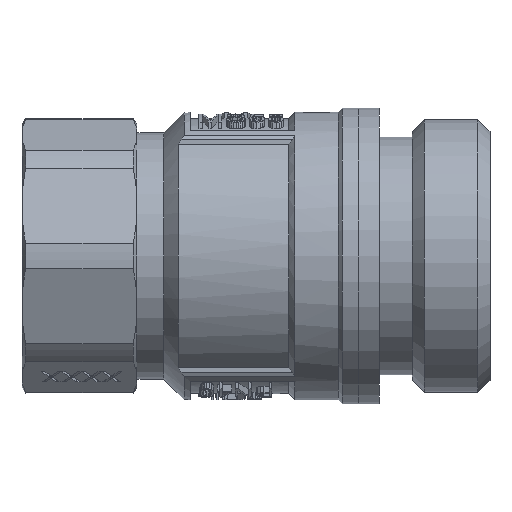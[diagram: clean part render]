
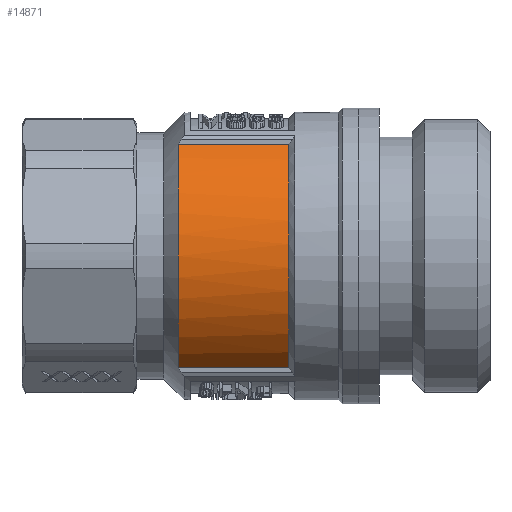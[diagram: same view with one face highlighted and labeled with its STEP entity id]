
A CAD part, front view. The second image highlights one B-rep face of the part: STEP entity #14871.
In plain terms, the highlighted cylindrical face has radius 16.75 mm (diameter 33.5 mm), a partial arc.
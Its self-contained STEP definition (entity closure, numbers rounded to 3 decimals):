
#123=CYLINDRICAL_SURFACE('',#21697,16.75);
#1283=LINE('',#31902,#2346);
#1512=LINE('',#32831,#2575);
#2346=VECTOR('',#24021,1000.);
#2575=VECTOR('',#25160,1000.);
#3936=CIRCLE('',#20923,16.75);
#4000=CIRCLE('',#21058,16.75);
#6311=ORIENTED_EDGE('',*,*,#9834,.F.);
#6312=ORIENTED_EDGE('',*,*,#9172,.T.);
#6313=ORIENTED_EDGE('',*,*,#9373,.T.);
#6314=ORIENTED_EDGE('',*,*,#8927,.F.);
#8927=EDGE_CURVE('',#11132,#11133,#3936,.T.);
#9172=EDGE_CURVE('',#11333,#11331,#4000,.T.);
#9373=EDGE_CURVE('',#11331,#11133,#1283,.T.);
#9834=EDGE_CURVE('',#11333,#11132,#1512,.T.);
#11132=VERTEX_POINT('',#29608);
#11133=VERTEX_POINT('',#29610);
#11331=VERTEX_POINT('',#31498);
#11333=VERTEX_POINT('',#31501);
#13032=EDGE_LOOP('',(#6311,#6312,#6313,#6314));
#13961=FACE_BOUND('',#13032,.T.);
#14871=ADVANCED_FACE('',(#13961),#123,.T.);
#20923=AXIS2_PLACEMENT_3D('',#29609,#23219,#23220);
#21058=AXIS2_PLACEMENT_3D('',#31500,#23628,#23629);
#21697=AXIS2_PLACEMENT_3D('',#32830,#25158,#25159);
#23219=DIRECTION('',(-1.,0.,0.));
#23220=DIRECTION('',(0.,1.,0.));
#23628=DIRECTION('',(-1.,0.,0.));
#23629=DIRECTION('',(0.,1.,0.));
#24021=DIRECTION('',(-1.,0.,0.));
#25158=DIRECTION('',(-1.,0.,0.));
#25159=DIRECTION('',(0.,1.,0.));
#25160=DIRECTION('',(-1.,0.,0.));
#29608=CARTESIAN_POINT('',(-9.,-9.75,-13.62));
#29609=CARTESIAN_POINT('',(-9.,0.,0.));
#29610=CARTESIAN_POINT('',(-9.,-9.75,13.62));
#31498=CARTESIAN_POINT('',(4.5,-9.75,13.62));
#31500=CARTESIAN_POINT('',(4.5,0.,0.));
#31501=CARTESIAN_POINT('',(4.5,-9.75,-13.62));
#31902=CARTESIAN_POINT('',(1.125,-9.75,13.62));
#32830=CARTESIAN_POINT('',(1.125,0.,0.));
#32831=CARTESIAN_POINT('',(1.125,-9.75,-13.62));
